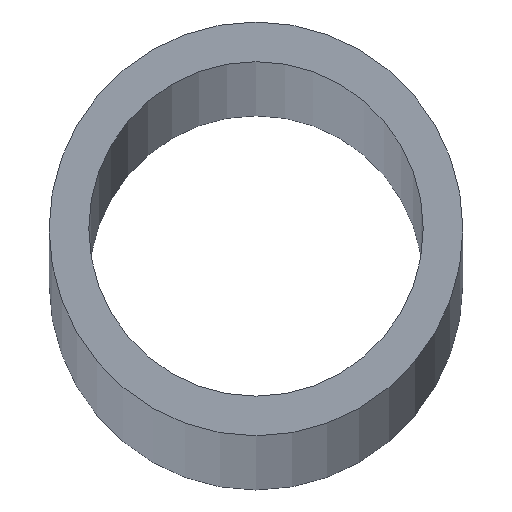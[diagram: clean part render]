
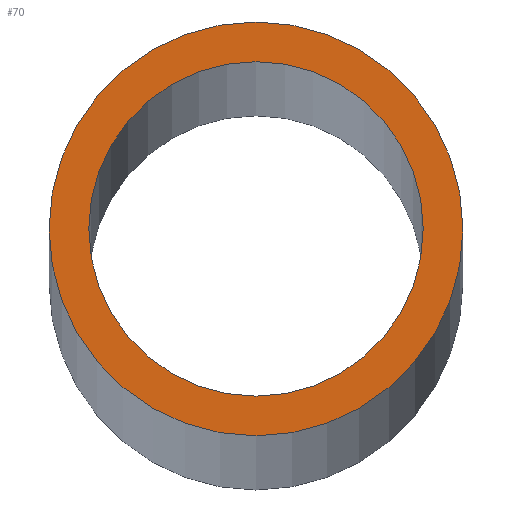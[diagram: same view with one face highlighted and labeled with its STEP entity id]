
A CAD part, top view. The second image highlights one B-rep face of the part: STEP entity #70.
In plain terms, the highlighted planar face has unit normal (0, 0, 1).
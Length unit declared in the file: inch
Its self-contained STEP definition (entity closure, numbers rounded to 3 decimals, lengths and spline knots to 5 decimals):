
#1 = DIRECTION ( 'NONE',  ( 0., 0., 1. ) ) ;
#12 = DIRECTION ( 'NONE',  ( 1., 0., 0. ) ) ;
#17 = EDGE_LOOP ( 'NONE', ( #234, #28 ) ) ;
#22 = VERTEX_POINT ( 'NONE', #142 ) ;
#28 = ORIENTED_EDGE ( 'NONE', *, *, #158, .F. ) ;
#41 = DIRECTION ( 'NONE',  ( 1., 0., 0. ) ) ;
#50 = AXIS2_PLACEMENT_3D ( 'NONE', #160, #220, #12 ) ;
#53 = CIRCLE ( 'NONE', #131, 1.164 ) ;
#57 = CARTESIAN_POINT ( 'NONE',  ( 1.164, 0., 216. ) ) ;
#70 = ADVANCED_FACE ( 'NONE', ( #95, #115 ), #201, .T. ) ;
#76 = CARTESIAN_POINT ( 'NONE',  ( 0., 0., 216. ) ) ;
#79 = DIRECTION ( 'NONE',  ( 0., 0., 1. ) ) ;
#80 = AXIS2_PLACEMENT_3D ( 'NONE', #204, #85, #124 ) ;
#82 = DIRECTION ( 'NONE',  ( 0., 0., 1. ) ) ;
#85 = DIRECTION ( 'NONE',  ( 0., 0., 1. ) ) ;
#90 = CIRCLE ( 'NONE', #112, 1.44 ) ;
#95 = FACE_OUTER_BOUND ( 'NONE', #118, .T. ) ;
#96 = AXIS2_PLACEMENT_3D ( 'NONE', #128, #1, #164 ) ;
#99 = CARTESIAN_POINT ( 'NONE',  ( 0., 0., 216. ) ) ;
#112 = AXIS2_PLACEMENT_3D ( 'NONE', #99, #82, #184 ) ;
#115 = FACE_BOUND ( 'NONE', #17, .T. ) ;
#118 = EDGE_LOOP ( 'NONE', ( #247, #243 ) ) ;
#124 = DIRECTION ( 'NONE',  ( 1., 0., 0. ) ) ;
#128 = CARTESIAN_POINT ( 'NONE',  ( 0., 0., 216. ) ) ;
#131 = AXIS2_PLACEMENT_3D ( 'NONE', #76, #79, #41 ) ;
#142 = CARTESIAN_POINT ( 'NONE',  ( 1.44, 0., 216. ) ) ;
#158 = EDGE_CURVE ( 'NONE', #196, #216, #53, .T. ) ;
#160 = CARTESIAN_POINT ( 'NONE',  ( 0., 0., 216. ) ) ;
#164 = DIRECTION ( 'NONE',  ( 1., 0., 0. ) ) ;
#169 = EDGE_CURVE ( 'NONE', #198, #22, #90, .T. ) ;
#174 = EDGE_CURVE ( 'NONE', #216, #196, #199, .T. ) ;
#184 = DIRECTION ( 'NONE',  ( 1., 0., 0. ) ) ;
#186 = CARTESIAN_POINT ( 'NONE',  ( -1.164, 0., 216. ) ) ;
#196 = VERTEX_POINT ( 'NONE', #57 ) ;
#198 = VERTEX_POINT ( 'NONE', #236 ) ;
#199 = CIRCLE ( 'NONE', #96, 1.164 ) ;
#201 = PLANE ( 'NONE',  #50 ) ;
#204 = CARTESIAN_POINT ( 'NONE',  ( 0., 0., 216. ) ) ;
#214 = EDGE_CURVE ( 'NONE', #22, #198, #223, .T. ) ;
#216 = VERTEX_POINT ( 'NONE', #186 ) ;
#220 = DIRECTION ( 'NONE',  ( 0., 0., 1. ) ) ;
#223 = CIRCLE ( 'NONE', #80, 1.44 ) ;
#234 = ORIENTED_EDGE ( 'NONE', *, *, #174, .F. ) ;
#236 = CARTESIAN_POINT ( 'NONE',  ( -1.44, 0., 216. ) ) ;
#243 = ORIENTED_EDGE ( 'NONE', *, *, #214, .T. ) ;
#247 = ORIENTED_EDGE ( 'NONE', *, *, #169, .T. ) ;
